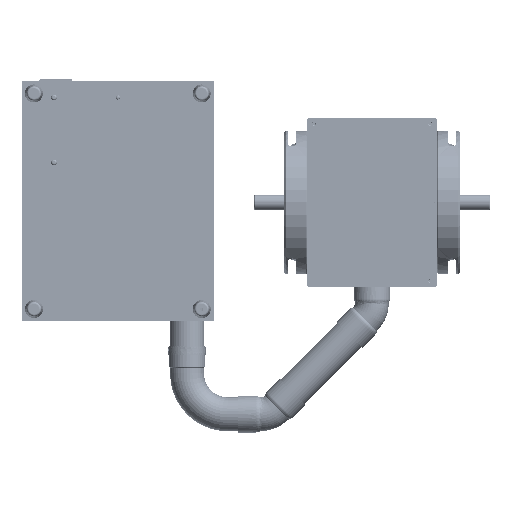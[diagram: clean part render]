
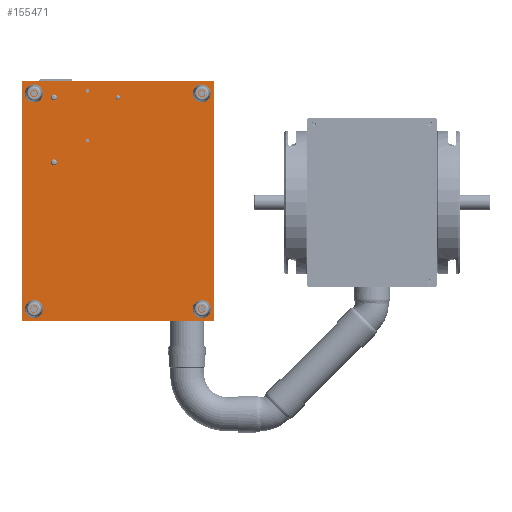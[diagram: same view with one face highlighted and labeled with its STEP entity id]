
A CAD part, front view. The second image highlights one B-rep face of the part: STEP entity #155471.
In plain terms, the highlighted planar face has unit normal (0, -1, 0).
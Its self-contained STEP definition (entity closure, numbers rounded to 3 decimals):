
#1904 = EDGE_LOOP ( 'NONE', ( #61458, #39986, #120037, #117045 ) ) ;
#2880 = VERTEX_POINT ( 'NONE', #141306 ) ;
#3908 = DIRECTION ( 'NONE',  ( 0., 0., 1. ) ) ;
#5569 = DIRECTION ( 'NONE',  ( 0., -1., 0. ) ) ;
#7855 = VERTEX_POINT ( 'NONE', #20956 ) ;
#10033 = PLANE ( 'NONE',  #62364 ) ;
#12005 = EDGE_LOOP ( 'NONE', ( #155229 ) ) ;
#14833 = EDGE_LOOP ( 'NONE', ( #16386 ) ) ;
#15327 = DIRECTION ( 'NONE',  ( 0., 0., 1. ) ) ;
#16386 = ORIENTED_EDGE ( 'NONE', *, *, #149599, .F. ) ;
#18110 = CARTESIAN_POINT ( 'NONE',  ( -534.95, 25.4, -169.662 ) ) ;
#18410 = CARTESIAN_POINT ( 'NONE',  ( -268.25, 25.4, -165.297 ) ) ;
#20956 = CARTESIAN_POINT ( 'NONE',  ( -449.86, 25.4, 180.08 ) ) ;
#21244 = ORIENTED_EDGE ( 'NONE', *, *, #141783, .F. ) ;
#21704 = AXIS2_PLACEMENT_3D ( 'NONE', #67753, #25128, #38999 ) ;
#23026 = CIRCLE ( 'NONE', #114618, 2.778 ) ;
#24216 = CARTESIAN_POINT ( 'NONE',  ( -249.2, 25.4, -188.712 ) ) ;
#25090 = EDGE_LOOP ( 'NONE', ( #21244 ) ) ;
#25128 = DIRECTION ( 'NONE',  ( 0., -1., 0. ) ) ;
#26630 = CIRCLE ( 'NONE', #106296, 4.366 ) ;
#26770 = FACE_BOUND ( 'NONE', #12005, .T. ) ;
#28215 = CARTESIAN_POINT ( 'NONE',  ( -449.86, 25.4, 100.832 ) ) ;
#29872 = VERTEX_POINT ( 'NONE', #37150 ) ;
#31150 = AXIS2_PLACEMENT_3D ( 'NONE', #108213, #165504, #52854 ) ;
#33816 = DIRECTION ( 'NONE',  ( 0., 0., 1. ) ) ;
#35609 = CIRCLE ( 'NONE', #100530, 2.778 ) ;
#35969 = VERTEX_POINT ( 'NONE', #133923 ) ;
#37075 = VECTOR ( 'NONE', #102112, 1000. ) ;
#37150 = CARTESIAN_POINT ( 'NONE',  ( -249.2, 25.4, 192.288 ) ) ;
#37899 = FACE_OUTER_BOUND ( 'NONE', #1904, .T. ) ;
#38076 = LINE ( 'NONE', #24216, #98515 ) ;
#38257 = VERTEX_POINT ( 'NONE', #66996 ) ;
#38840 = FACE_BOUND ( 'NONE', #73586, .T. ) ;
#38999 = DIRECTION ( 'NONE',  ( 0., 0., 1. ) ) ;
#39192 = EDGE_CURVE ( 'NONE', #29872, #139314, #63218, .T. ) ;
#39986 = ORIENTED_EDGE ( 'NONE', *, *, #169172, .F. ) ;
#40310 = DIRECTION ( 'NONE',  ( 0., 0., 1. ) ) ;
#42508 = DIRECTION ( 'NONE',  ( 0., -1., 0. ) ) ;
#45862 = CIRCLE ( 'NONE', #31150, 1.829 ) ;
#46434 = DIRECTION ( 'NONE',  ( 0., 0., 1. ) ) ;
#48561 = CARTESIAN_POINT ( 'NONE',  ( -268.25, 25.4, 177.603 ) ) ;
#49186 = CARTESIAN_POINT ( 'NONE',  ( -449.86, 25.4, 177.302 ) ) ;
#49214 = CARTESIAN_POINT ( 'NONE',  ( -401.6, 25.4, 168.716 ) ) ;
#52774 = FACE_BOUND ( 'NONE', #173246, .T. ) ;
#52854 = DIRECTION ( 'NONE',  ( 0., 0., 1. ) ) ;
#54292 = CARTESIAN_POINT ( 'NONE',  ( -534.95, 25.4, -165.297 ) ) ;
#55752 = DIRECTION ( 'NONE',  ( 0., -1., 0. ) ) ;
#56117 = VERTEX_POINT ( 'NONE', #54292 ) ;
#58039 = CARTESIAN_POINT ( 'NONE',  ( -268.25, 25.4, -169.662 ) ) ;
#58804 = VERTEX_POINT ( 'NONE', #48561 ) ;
#60923 = VECTOR ( 'NONE', #147994, 1000. ) ;
#61458 = ORIENTED_EDGE ( 'NONE', *, *, #138643, .F. ) ;
#62364 = AXIS2_PLACEMENT_3D ( 'NONE', #109986, #122900, #110886 ) ;
#63129 = EDGE_LOOP ( 'NONE', ( #122505 ) ) ;
#63218 = LINE ( 'NONE', #121243, #60923 ) ;
#66996 = CARTESIAN_POINT ( 'NONE',  ( -503.2, 25.4, 169.666 ) ) ;
#67022 = EDGE_LOOP ( 'NONE', ( #141336 ) ) ;
#67576 = FACE_BOUND ( 'NONE', #99191, .T. ) ;
#67753 = CARTESIAN_POINT ( 'NONE',  ( -503.2, 25.4, 63.687 ) ) ;
#68925 = CIRCLE ( 'NONE', #166130, 4.366 ) ;
#70028 = EDGE_CURVE ( 'NONE', #56117, #56117, #165695, .T. ) ;
#73160 = ORIENTED_EDGE ( 'NONE', *, *, #172952, .F. ) ;
#73586 = EDGE_LOOP ( 'NONE', ( #73160 ) ) ;
#74379 = DIRECTION ( 'NONE',  ( 0., -1., 0. ) ) ;
#79874 = EDGE_CURVE ( 'NONE', #139314, #161231, #38076, .T. ) ;
#79984 = EDGE_CURVE ( 'NONE', #121121, #121121, #172193, .T. ) ;
#80596 = DIRECTION ( 'NONE',  ( -1., 0., 0. ) ) ;
#88968 = AXIS2_PLACEMENT_3D ( 'NONE', #18110, #100427, #15327 ) ;
#91234 = CARTESIAN_POINT ( 'NONE',  ( -449.86, 25.4, 98.054 ) ) ;
#91697 = VERTEX_POINT ( 'NONE', #49214 ) ;
#94741 = VECTOR ( 'NONE', #181079, 1000. ) ;
#98515 = VECTOR ( 'NONE', #80596, 1000. ) ;
#99147 = EDGE_CURVE ( 'NONE', #7855, #7855, #178111, .T. ) ;
#99191 = EDGE_LOOP ( 'NONE', ( #169175 ) ) ;
#100427 = DIRECTION ( 'NONE',  ( 0., -1., 0. ) ) ;
#100530 = AXIS2_PLACEMENT_3D ( 'NONE', #91234, #139139, #40310 ) ;
#102112 = DIRECTION ( 'NONE',  ( 0., 0., 1. ) ) ;
#104594 = DIRECTION ( 'NONE',  ( 0., 0., 1. ) ) ;
#104762 = FACE_BOUND ( 'NONE', #154373, .T. ) ;
#106296 = AXIS2_PLACEMENT_3D ( 'NONE', #125849, #55752, #46434 ) ;
#108213 = CARTESIAN_POINT ( 'NONE',  ( -401.6, 25.4, 166.888 ) ) ;
#109986 = CARTESIAN_POINT ( 'NONE',  ( -554., 25.4, 192.288 ) ) ;
#110005 = CARTESIAN_POINT ( 'NONE',  ( -249.2, 25.4, 192.288 ) ) ;
#110886 = DIRECTION ( 'NONE',  ( 0., 0., 1. ) ) ;
#114277 = ORIENTED_EDGE ( 'NONE', *, *, #130072, .F. ) ;
#114618 = AXIS2_PLACEMENT_3D ( 'NONE', #160392, #42508, #33816 ) ;
#117045 = ORIENTED_EDGE ( 'NONE', *, *, #39192, .F. ) ;
#117718 = CARTESIAN_POINT ( 'NONE',  ( -249.2, 25.4, -188.712 ) ) ;
#118162 = VERTEX_POINT ( 'NONE', #18410 ) ;
#120037 = ORIENTED_EDGE ( 'NONE', *, *, #79874, .F. ) ;
#121121 = VERTEX_POINT ( 'NONE', #176539 ) ;
#121243 = CARTESIAN_POINT ( 'NONE',  ( -249.2, 25.4, 192.288 ) ) ;
#122505 = ORIENTED_EDGE ( 'NONE', *, *, #99147, .F. ) ;
#122900 = DIRECTION ( 'NONE',  ( 0., -1., 0. ) ) ;
#123342 = AXIS2_PLACEMENT_3D ( 'NONE', #144487, #74379, #3908 ) ;
#123822 = FACE_BOUND ( 'NONE', #67022, .T. ) ;
#125849 = CARTESIAN_POINT ( 'NONE',  ( -268.25, 25.4, 173.238 ) ) ;
#127257 = DIRECTION ( 'NONE',  ( 0., 0., 1. ) ) ;
#130072 = EDGE_CURVE ( 'NONE', #118162, #118162, #68925, .T. ) ;
#133923 = CARTESIAN_POINT ( 'NONE',  ( -534.95, 25.4, 177.603 ) ) ;
#138643 = EDGE_CURVE ( 'NONE', #2880, #29872, #162679, .T. ) ;
#139139 = DIRECTION ( 'NONE',  ( 0., -1., 0. ) ) ;
#139314 = VERTEX_POINT ( 'NONE', #117718 ) ;
#141306 = CARTESIAN_POINT ( 'NONE',  ( -554., 25.4, 192.288 ) ) ;
#141336 = ORIENTED_EDGE ( 'NONE', *, *, #70028, .F. ) ;
#141783 = EDGE_CURVE ( 'NONE', #35969, #35969, #182403, .T. ) ;
#141815 = CARTESIAN_POINT ( 'NONE',  ( -554., 25.4, 192.288 ) ) ;
#144487 = CARTESIAN_POINT ( 'NONE',  ( -534.95, 25.4, 173.238 ) ) ;
#145422 = DIRECTION ( 'NONE',  ( 0., -1., 0. ) ) ;
#147994 = DIRECTION ( 'NONE',  ( 0., 0., -1. ) ) ;
#149599 = EDGE_CURVE ( 'NONE', #58804, #58804, #26630, .T. ) ;
#153878 = VERTEX_POINT ( 'NONE', #28215 ) ;
#154373 = EDGE_LOOP ( 'NONE', ( #174067 ) ) ;
#155229 = ORIENTED_EDGE ( 'NONE', *, *, #79984, .F. ) ;
#155471 = ADVANCED_FACE ( 'NONE', ( #104762, #67576, #26770, #179223, #38840, #52774, #123822, #178299, #166327, #37899 ), #10033, .T. ) ;
#160392 = CARTESIAN_POINT ( 'NONE',  ( -503.2, 25.4, 166.888 ) ) ;
#161231 = VERTEX_POINT ( 'NONE', #167213 ) ;
#162679 = LINE ( 'NONE', #110005, #94741 ) ;
#165504 = DIRECTION ( 'NONE',  ( 0., -1., 0. ) ) ;
#165695 = CIRCLE ( 'NONE', #88968, 4.366 ) ;
#166130 = AXIS2_PLACEMENT_3D ( 'NONE', #58039, #145422, #127257 ) ;
#166327 = FACE_BOUND ( 'NONE', #14833, .T. ) ;
#167213 = CARTESIAN_POINT ( 'NONE',  ( -554., 25.4, -188.712 ) ) ;
#168078 = EDGE_CURVE ( 'NONE', #91697, #91697, #45862, .T. ) ;
#169172 = EDGE_CURVE ( 'NONE', #161231, #2880, #172270, .T. ) ;
#169175 = ORIENTED_EDGE ( 'NONE', *, *, #177482, .F. ) ;
#172193 = CIRCLE ( 'NONE', #21704, 2.778 ) ;
#172270 = LINE ( 'NONE', #141815, #37075 ) ;
#172952 = EDGE_CURVE ( 'NONE', #153878, #153878, #35609, .T. ) ;
#173246 = EDGE_LOOP ( 'NONE', ( #114277 ) ) ;
#174067 = ORIENTED_EDGE ( 'NONE', *, *, #168078, .F. ) ;
#176539 = CARTESIAN_POINT ( 'NONE',  ( -503.2, 25.4, 66.465 ) ) ;
#177482 = EDGE_CURVE ( 'NONE', #38257, #38257, #23026, .T. ) ;
#178111 = CIRCLE ( 'NONE', #181167, 2.778 ) ;
#178299 = FACE_BOUND ( 'NONE', #25090, .T. ) ;
#179223 = FACE_BOUND ( 'NONE', #63129, .T. ) ;
#181079 = DIRECTION ( 'NONE',  ( 1., 0., 0. ) ) ;
#181167 = AXIS2_PLACEMENT_3D ( 'NONE', #49186, #5569, #104594 ) ;
#182403 = CIRCLE ( 'NONE', #123342, 4.366 ) ;
